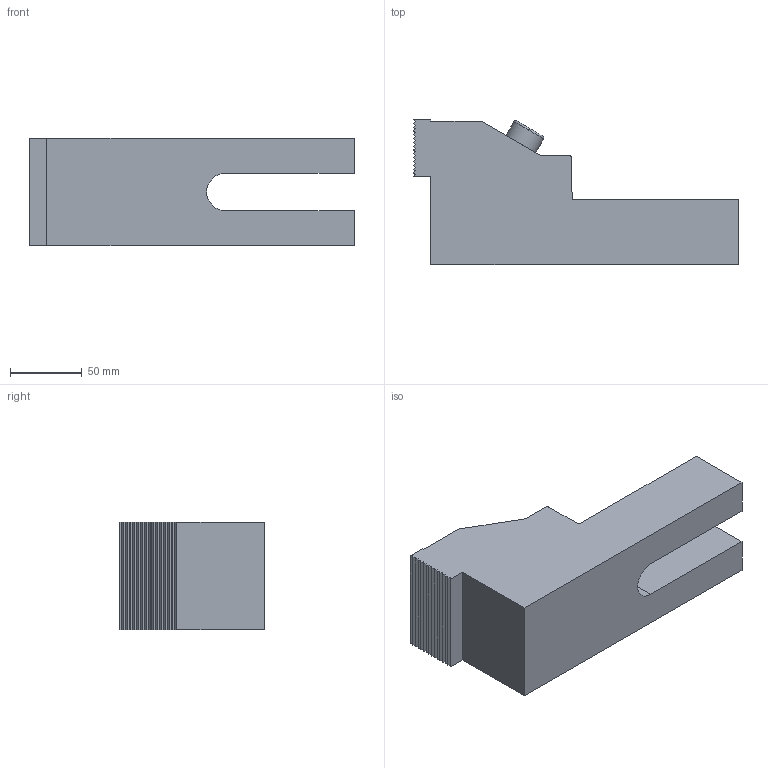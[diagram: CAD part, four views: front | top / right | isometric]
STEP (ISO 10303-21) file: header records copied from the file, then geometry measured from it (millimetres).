
FILE_DESCRIPTION(('STEP AP214'),'1');
FILE_NAME(' ',' ',('TraceParts'),('TraceParts S.A.'),'XStep 1.0',' ',' ');
FILE_SCHEMA(('automotive_design'));
Length unit declared in the file: millimetre
Products named in the file (1): 1
Bounding box: 226.5 x 101.2 x 75 mm (x, y, z)
Volume: 943792.1 mm3; surface area: 83572.7 mm2
Topology: 1 solids, 1 shells, 68 faces, 193 edges, 129 vertices
Faces by surface type: plane 55, cylinder 10, torus 3
Entity records: 2262 total; most frequent: CARTESIAN_POINT 459, ORIENTED_EDGE 386, DIRECTION 351, EDGE_CURVE 193, LINE 161, VECTOR 161, VERTEX_POINT 129, AXIS2_PLACEMENT_3D 95
